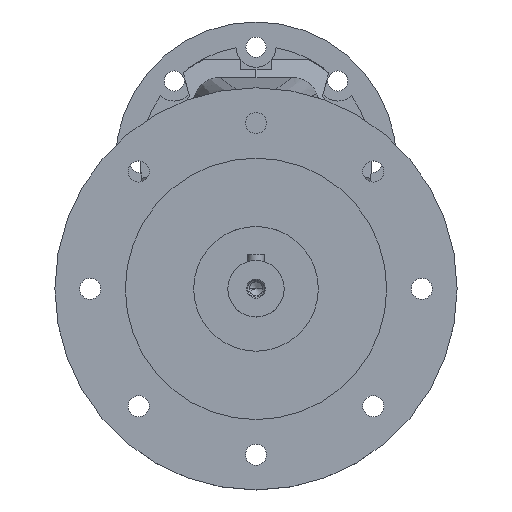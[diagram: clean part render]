
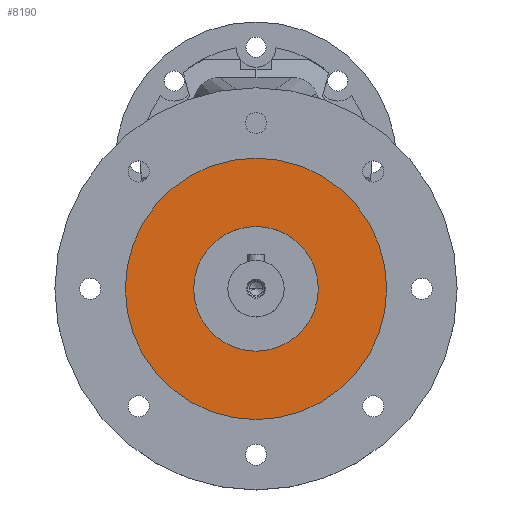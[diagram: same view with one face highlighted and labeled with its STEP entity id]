
A CAD part, top view. The second image highlights one B-rep face of the part: STEP entity #8190.
In plain terms, the highlighted planar face has unit normal (0, 0, 1).
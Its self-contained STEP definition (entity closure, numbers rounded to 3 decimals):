
#10 = ORIENTED_EDGE ( 'NONE', *, *, #7165, .F. ) ;
#86 = CARTESIAN_POINT ( 'NONE',  ( 65., 0., 2.5 ) ) ;
#166 = CARTESIAN_POINT ( 'NONE',  ( 0., 0., 2.5 ) ) ;
#299 = AXIS2_PLACEMENT_3D ( 'NONE', #8154, #2064, #2113 ) ;
#414 = PLANE ( 'NONE',  #5344 ) ;
#474 = CARTESIAN_POINT ( 'NONE',  ( 0., 0., 2.5 ) ) ;
#748 = AXIS2_PLACEMENT_3D ( 'NONE', #474, #6570, #5819 ) ;
#1076 = ORIENTED_EDGE ( 'NONE', *, *, #3180, .T. ) ;
#1565 = FACE_OUTER_BOUND ( 'NONE', #2096, .T. ) ;
#1638 = VERTEX_POINT ( 'NONE', #5891 ) ;
#1675 = CIRCLE ( 'NONE', #748, 31. ) ;
#2064 = DIRECTION ( 'NONE',  ( 0., 0., -1. ) ) ;
#2096 = EDGE_LOOP ( 'NONE', ( #10, #3419 ) ) ;
#2113 = DIRECTION ( 'NONE',  ( -1., 0., 0. ) ) ;
#2158 = AXIS2_PLACEMENT_3D ( 'NONE', #166, #2763, #4859 ) ;
#2763 = DIRECTION ( 'NONE',  ( 0., 0., -1. ) ) ;
#2785 = VERTEX_POINT ( 'NONE', #6492 ) ;
#3180 = EDGE_CURVE ( 'NONE', #1638, #2785, #6980, .T. ) ;
#3223 = DIRECTION ( 'NONE',  ( 0., 0., -1. ) ) ;
#3419 = ORIENTED_EDGE ( 'NONE', *, *, #7379, .F. ) ;
#3476 = EDGE_CURVE ( 'NONE', #2785, #1638, #1675, .T. ) ;
#3899 = CARTESIAN_POINT ( 'NONE',  ( 0., 0., 2.5 ) ) ;
#4488 = FACE_BOUND ( 'NONE', #6616, .T. ) ;
#4550 = DIRECTION ( 'NONE',  ( -1., 0., 0. ) ) ;
#4730 = VERTEX_POINT ( 'NONE', #7933 ) ;
#4859 = DIRECTION ( 'NONE',  ( -1., 0., 0. ) ) ;
#5029 = CIRCLE ( 'NONE', #2158, 65. ) ;
#5344 = AXIS2_PLACEMENT_3D ( 'NONE', #6480, #5857, #5882 ) ;
#5819 = DIRECTION ( 'NONE',  ( -1., 0., 0. ) ) ;
#5857 = DIRECTION ( 'NONE',  ( 0., 0., 1. ) ) ;
#5882 = DIRECTION ( 'NONE',  ( 1., 0., 0. ) ) ;
#5891 = CARTESIAN_POINT ( 'NONE',  ( 31., 0., 2.5 ) ) ;
#6219 = VERTEX_POINT ( 'NONE', #86 ) ;
#6480 = CARTESIAN_POINT ( 'NONE',  ( 0., 0., 2.5 ) ) ;
#6492 = CARTESIAN_POINT ( 'NONE',  ( -31., 0., 2.5 ) ) ;
#6570 = DIRECTION ( 'NONE',  ( 0., 0., -1. ) ) ;
#6616 = EDGE_LOOP ( 'NONE', ( #6869, #1076 ) ) ;
#6654 = AXIS2_PLACEMENT_3D ( 'NONE', #3899, #3223, #4550 ) ;
#6869 = ORIENTED_EDGE ( 'NONE', *, *, #3476, .T. ) ;
#6980 = CIRCLE ( 'NONE', #299, 31. ) ;
#7165 = EDGE_CURVE ( 'NONE', #4730, #6219, #7987, .T. ) ;
#7379 = EDGE_CURVE ( 'NONE', #6219, #4730, #5029, .T. ) ;
#7933 = CARTESIAN_POINT ( 'NONE',  ( -65., 0., 2.5 ) ) ;
#7987 = CIRCLE ( 'NONE', #6654, 65. ) ;
#8154 = CARTESIAN_POINT ( 'NONE',  ( 0., 0., 2.5 ) ) ;
#8190 = ADVANCED_FACE ( 'NONE', ( #4488, #1565 ), #414, .T. ) ;
